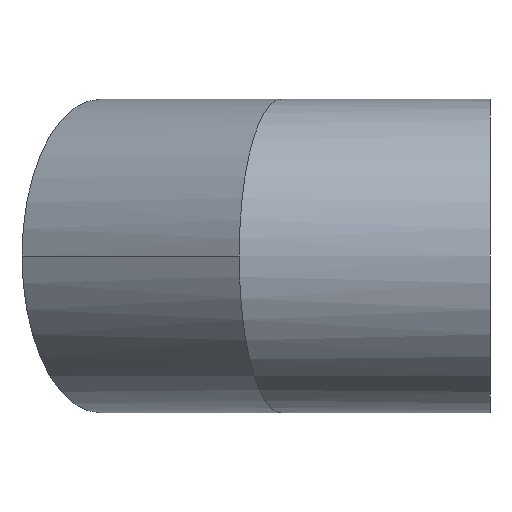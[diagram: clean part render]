
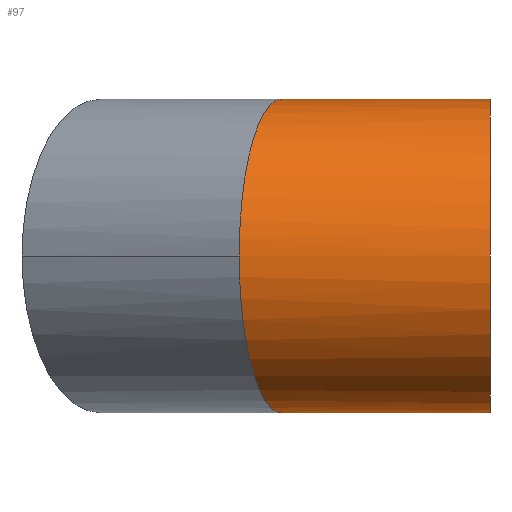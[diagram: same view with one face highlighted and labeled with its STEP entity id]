
A CAD part, left-side view. The second image highlights one B-rep face of the part: STEP entity #97.
In plain terms, the highlighted cylindrical face has radius 225 mm (diameter 450 mm), a partial arc.
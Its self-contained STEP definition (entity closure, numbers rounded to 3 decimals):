
#4 = CIRCLE ( 'NONE', #161, 225. ) ;
#7 = VERTEX_POINT ( 'NONE', #142 ) ;
#9 = DIRECTION ( 'NONE',  ( 0., 1., 0. ) ) ;
#13 =( BOUNDED_CURVE ( )  B_SPLINE_CURVE ( 3, ( #152, #361, #126, #64 ),
 .UNSPECIFIED., .F., .F. ) 
 B_SPLINE_CURVE_WITH_KNOTS ( ( 4, 4 ),
 ( 4.712, 6.283 ),
 .UNSPECIFIED. ) 
 CURVE ( )  GEOMETRIC_REPRESENTATION_ITEM ( )  RATIONAL_B_SPLINE_CURVE ( ( 1., 0.805, 0.805, 1. ) ) 
 REPRESENTATION_ITEM ( '' )  );
#18 = EDGE_CURVE ( 'NONE', #7, #53, #164, .T. ) ;
#49 = ORIENTED_EDGE ( 'NONE', *, *, #197, .T. ) ;
#53 = VERTEX_POINT ( 'NONE', #241 ) ;
#61 = CARTESIAN_POINT ( 'NONE',  ( -225., 359.856, 0. ) ) ;
#64 = CARTESIAN_POINT ( 'NONE',  ( -225., 359.856, 0. ) ) ;
#67 = DIRECTION ( 'NONE',  ( 0., 0., 1. ) ) ;
#94 = CYLINDRICAL_SURFACE ( 'NONE', #127, 225. ) ;
#97 = ADVANCED_FACE ( 'NONE', ( #250 ), #94, .T. ) ;
#107 = VERTEX_POINT ( 'NONE', #189 ) ;
#115 = CARTESIAN_POINT ( 'NONE',  ( 0., 299.567, -225. ) ) ;
#120 = CARTESIAN_POINT ( 'NONE',  ( -225., 359.856, -131.802 ) ) ;
#126 = CARTESIAN_POINT ( 'NONE',  ( -225., 359.856, 131.802 ) ) ;
#127 = AXIS2_PLACEMENT_3D ( 'NONE', #303, #309, #67 ) ;
#130 = CARTESIAN_POINT ( 'NONE',  ( 0., 299.567, 225. ) ) ;
#134 = DIRECTION ( 'NONE',  ( 0., 0., 1. ) ) ;
#142 = CARTESIAN_POINT ( 'NONE',  ( -225., 359.856, 0. ) ) ;
#143 = VECTOR ( 'NONE', #369, 1000. ) ;
#152 = CARTESIAN_POINT ( 'NONE',  ( 0., 299.567, 225. ) ) ;
#157 = CARTESIAN_POINT ( 'NONE',  ( 0., 0., 225. ) ) ;
#161 = AXIS2_PLACEMENT_3D ( 'NONE', #367, #257, #134 ) ;
#164 =( BOUNDED_CURVE ( )  B_SPLINE_CURVE ( 3, ( #61, #120, #183, #115 ),
 .UNSPECIFIED., .F., .F. ) 
 B_SPLINE_CURVE_WITH_KNOTS ( ( 4, 4 ),
 ( 0., 1.571 ),
 .UNSPECIFIED. ) 
 CURVE ( )  GEOMETRIC_REPRESENTATION_ITEM ( )  RATIONAL_B_SPLINE_CURVE ( ( 1., 0.805, 0.805, 1. ) ) 
 REPRESENTATION_ITEM ( '' )  );
#165 = ORIENTED_EDGE ( 'NONE', *, *, #344, .T. ) ;
#181 = ORIENTED_EDGE ( 'NONE', *, *, #376, .T. ) ;
#183 = CARTESIAN_POINT ( 'NONE',  ( -131.802, 334.883, -225. ) ) ;
#189 = CARTESIAN_POINT ( 'NONE',  ( 0., 0., 225. ) ) ;
#194 = LINE ( 'NONE', #157, #143 ) ;
#197 = EDGE_CURVE ( 'NONE', #314, #7, #13, .T. ) ;
#198 = CARTESIAN_POINT ( 'NONE',  ( 0., 0., -225. ) ) ;
#199 = ORIENTED_EDGE ( 'NONE', *, *, #323, .F. ) ;
#201 = CARTESIAN_POINT ( 'NONE',  ( 0., 0., -225. ) ) ;
#241 = CARTESIAN_POINT ( 'NONE',  ( 0., 299.567, -225. ) ) ;
#250 = FACE_OUTER_BOUND ( 'NONE', #261, .T. ) ;
#257 = DIRECTION ( 'NONE',  ( 0., 1., 0. ) ) ;
#261 = EDGE_LOOP ( 'NONE', ( #199, #181, #165, #49, #370 ) ) ;
#303 = CARTESIAN_POINT ( 'NONE',  ( 0., 0., 0. ) ) ;
#309 = DIRECTION ( 'NONE',  ( 0., 1., 0. ) ) ;
#310 = LINE ( 'NONE', #201, #321 ) ;
#314 = VERTEX_POINT ( 'NONE', #130 ) ;
#321 = VECTOR ( 'NONE', #9, 1000. ) ;
#323 = EDGE_CURVE ( 'NONE', #373, #53, #310, .T. ) ;
#344 = EDGE_CURVE ( 'NONE', #107, #314, #194, .T. ) ;
#361 = CARTESIAN_POINT ( 'NONE',  ( -131.802, 334.883, 225. ) ) ;
#367 = CARTESIAN_POINT ( 'NONE',  ( 0., 0., 0. ) ) ;
#369 = DIRECTION ( 'NONE',  ( 0., 1., 0. ) ) ;
#370 = ORIENTED_EDGE ( 'NONE', *, *, #18, .T. ) ;
#373 = VERTEX_POINT ( 'NONE', #198 ) ;
#376 = EDGE_CURVE ( 'NONE', #373, #107, #4, .T. ) ;
